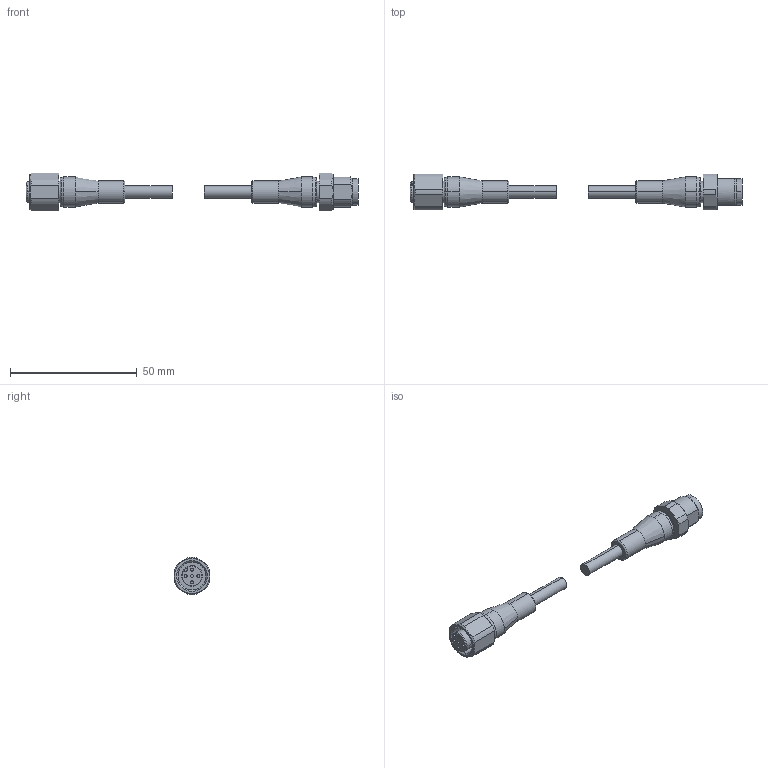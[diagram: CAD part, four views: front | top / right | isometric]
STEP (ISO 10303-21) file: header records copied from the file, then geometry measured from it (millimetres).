
FILE_DESCRIPTION (( 'STEP AP214' ), '1' );
FILE_NAME ('7024-40041-3390100.STEP', '2019-03-12T20:54:16', ( '' ), ( '' ), 'SwSTEP 2.0', 'SolidWorks 2018', '' );
FILE_SCHEMA (( 'AUTOMOTIVE_DESIGN' ));
Length unit declared in the file: inch
Products named in the file (3): 7024-40041-3390100_MALE; 7024-40041-3390100; 7024-40041-3390100_FEMALE
Assembly tree (2 placements, depth 2):
  7024-40041-3390100
    7024-40041-3390100_FEMALE
    7024-40041-3390100_MALE
Bounding box: 131.2 x 14 x 15 mm (x, y, z)
Volume: 8051 mm3; surface area: 5091.6 mm2
Topology: 2 solids, 2 shells, 148 faces, 346 edges, 220 vertices
Faces by surface type: cylinder 62, plane 43, cone 25, torus 12, bspline 4, sphere 2
Entity records: 4512 total; most frequent: CARTESIAN_POINT 907, DIRECTION 806, ORIENTED_EDGE 688, EDGE_CURVE 344, AXIS2_PLACEMENT_3D 343, VERTEX_POINT 220, CIRCLE 194, EDGE_LOOP 168
